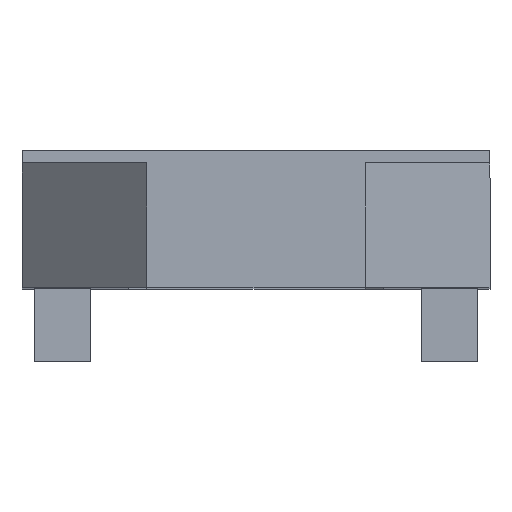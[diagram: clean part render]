
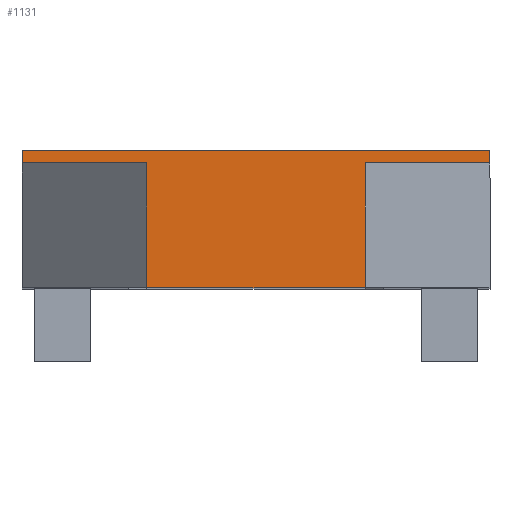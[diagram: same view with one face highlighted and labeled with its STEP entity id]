
A CAD part, top view. The second image highlights one B-rep face of the part: STEP entity #1131.
In plain terms, the highlighted planar face has unit normal (0, 0, 1).
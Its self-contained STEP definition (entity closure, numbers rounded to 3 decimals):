
#220=DIRECTION('',(1.,0.,0.));
#221=VECTOR('',#220,35.);
#222=CARTESIAN_POINT('',(-17.5,25.5,85.5));
#223=LINE('',#222,#221);
#224=DIRECTION('',(0.,1.,0.));
#225=VECTOR('',#224,2.);
#226=CARTESIAN_POINT('',(-37.502,45.5,85.5));
#227=LINE('',#226,#225);
#296=DIRECTION('',(0.,1.,0.));
#297=VECTOR('',#296,20.);
#298=CARTESIAN_POINT('',(17.5,25.5,85.5));
#299=LINE('',#298,#297);
#308=DIRECTION('',(1.,0.,0.));
#309=VECTOR('',#308,19.998);
#310=CARTESIAN_POINT('',(17.5,45.5,85.5));
#311=LINE('',#310,#309);
#312=DIRECTION('',(0.,1.,0.));
#313=VECTOR('',#312,2.);
#314=CARTESIAN_POINT('',(37.498,45.5,85.5));
#315=LINE('',#314,#313);
#324=DIRECTION('',(-1.,0.,0.));
#325=VECTOR('',#324,75.);
#326=CARTESIAN_POINT('',(37.498,47.5,85.5));
#327=LINE('',#326,#325);
#744=DIRECTION('',(1.,0.,0.));
#745=VECTOR('',#744,20.002);
#746=CARTESIAN_POINT('',(-37.502,45.5,85.5));
#747=LINE('',#746,#745);
#760=DIRECTION('',(0.,-1.,0.));
#761=VECTOR('',#760,20.);
#762=CARTESIAN_POINT('',(-17.5,45.5,85.5));
#763=LINE('',#762,#761);
#892=CARTESIAN_POINT('',(37.498,45.5,85.5));
#893=CARTESIAN_POINT('',(37.498,47.5,85.5));
#894=VERTEX_POINT('',#892);
#895=VERTEX_POINT('',#893);
#896=CARTESIAN_POINT('',(17.5,45.5,85.5));
#897=VERTEX_POINT('',#896);
#898=CARTESIAN_POINT('',(-37.502,45.5,85.5));
#899=CARTESIAN_POINT('',(-17.5,45.5,85.5));
#900=VERTEX_POINT('',#898);
#901=VERTEX_POINT('',#899);
#902=CARTESIAN_POINT('',(-37.502,47.5,85.5));
#903=VERTEX_POINT('',#902);
#996=CARTESIAN_POINT('',(-17.5,25.5,85.5));
#997=CARTESIAN_POINT('',(17.5,25.5,85.5));
#998=VERTEX_POINT('',#996);
#999=VERTEX_POINT('',#997);
#1108=CARTESIAN_POINT('',(-17.5,0.,85.5));
#1109=DIRECTION('',(0.,0.,1.));
#1110=DIRECTION('',(1.,0.,0.));
#1111=AXIS2_PLACEMENT_3D('',#1108,#1109,#1110);
#1112=PLANE('',#1111);
#1114=ORIENTED_EDGE('',*,*,#1113,.F.);
#1116=ORIENTED_EDGE('',*,*,#1115,.F.);
#1118=ORIENTED_EDGE('',*,*,#1117,.F.);
#1120=ORIENTED_EDGE('',*,*,#1119,.T.);
#1122=ORIENTED_EDGE('',*,*,#1121,.F.);
#1124=ORIENTED_EDGE('',*,*,#1123,.F.);
#1126=ORIENTED_EDGE('',*,*,#1125,.F.);
#1128=ORIENTED_EDGE('',*,*,#1127,.F.);
#1129=EDGE_LOOP('',(#1114,#1116,#1118,#1120,#1122,#1124,#1126,#1128));
#1130=FACE_OUTER_BOUND('',#1129,.F.);
#1113=EDGE_CURVE('',#998,#999,#223,.T.);
#1115=EDGE_CURVE('',#901,#998,#763,.T.);
#1117=EDGE_CURVE('',#900,#901,#747,.T.);
#1119=EDGE_CURVE('',#900,#903,#227,.T.);
#1121=EDGE_CURVE('',#895,#903,#327,.T.);
#1123=EDGE_CURVE('',#894,#895,#315,.T.);
#1125=EDGE_CURVE('',#897,#894,#311,.T.);
#1127=EDGE_CURVE('',#999,#897,#299,.T.);
#1131=ADVANCED_FACE('',(#1130),#1112,.T.);
